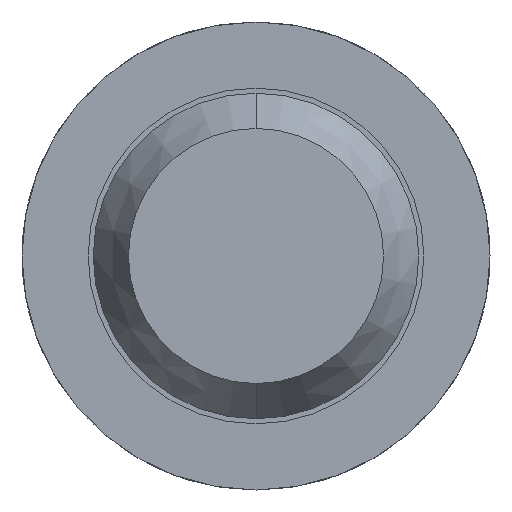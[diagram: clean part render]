
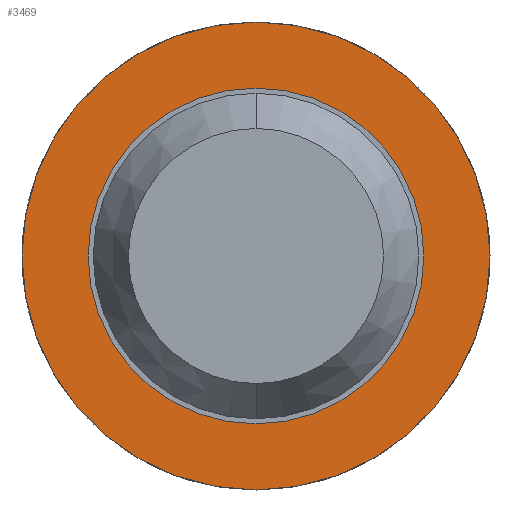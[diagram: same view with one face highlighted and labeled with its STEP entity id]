
A CAD part, front view. The second image highlights one B-rep face of the part: STEP entity #3469.
In plain terms, the highlighted planar face has unit normal (0, -1, 0).
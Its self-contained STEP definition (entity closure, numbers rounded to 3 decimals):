
#43 = EDGE_CURVE ( 'NONE', #2600, #3813, #534, .T. ) ;
#121 = CARTESIAN_POINT ( 'NONE',  ( 0., -1.7, -0.825 ) ) ;
#156 = CARTESIAN_POINT ( 'NONE',  ( 0., -1.7, 0. ) ) ;
#163 = CARTESIAN_POINT ( 'NONE',  ( 0.825, -1.7, 0. ) ) ;
#242 = ORIENTED_EDGE ( 'NONE', *, *, #567, .F. ) ;
#273 = CARTESIAN_POINT ( 'NONE',  ( 0., -1.7, 0. ) ) ;
#346 = DIRECTION ( 'NONE',  ( 0., 1., 0. ) ) ;
#347 = EDGE_LOOP ( 'NONE', ( #3290, #242 ) ) ;
#493 = DIRECTION ( 'NONE',  ( 0., 0., 1. ) ) ;
#534 = CIRCLE ( 'NONE', #4199, 0.825 ) ;
#567 = EDGE_CURVE ( 'NONE', #3732, #1249, #1683, .T. ) ;
#909 = CARTESIAN_POINT ( 'NONE',  ( 0., -1.7, 0.825 ) ) ;
#938 = ORIENTED_EDGE ( 'NONE', *, *, #1740, .T. ) ;
#1249 = VERTEX_POINT ( 'NONE', #2679 ) ;
#1469 = AXIS2_PLACEMENT_3D ( 'NONE', #163, #3735, #4181 ) ;
#1566 = FACE_BOUND ( 'NONE', #3345, .T. ) ;
#1589 = DIRECTION ( 'NONE',  ( 0., 1., 0. ) ) ;
#1683 = CIRCLE ( 'NONE', #1844, 1.15 ) ;
#1740 = EDGE_CURVE ( 'NONE', #3813, #2600, #2128, .T. ) ;
#1783 = DIRECTION ( 'NONE',  ( 0., 1., 0. ) ) ;
#1844 = AXIS2_PLACEMENT_3D ( 'NONE', #3932, #346, #2603 ) ;
#1903 = DIRECTION ( 'NONE',  ( 0., 0., 1. ) ) ;
#2010 = AXIS2_PLACEMENT_3D ( 'NONE', #4005, #2062, #2402 ) ;
#2062 = DIRECTION ( 'NONE',  ( 0., 1., 0. ) ) ;
#2128 = CIRCLE ( 'NONE', #2010, 0.825 ) ;
#2402 = DIRECTION ( 'NONE',  ( 0., 0., 1. ) ) ;
#2600 = VERTEX_POINT ( 'NONE', #909 ) ;
#2603 = DIRECTION ( 'NONE',  ( 0., 0., 1. ) ) ;
#2627 = CARTESIAN_POINT ( 'NONE',  ( 0., -1.7, -1.15 ) ) ;
#2679 = CARTESIAN_POINT ( 'NONE',  ( 0., -1.7, 1.15 ) ) ;
#2750 = ORIENTED_EDGE ( 'NONE', *, *, #43, .T. ) ;
#2926 = EDGE_CURVE ( 'NONE', #1249, #3732, #3552, .T. ) ;
#3069 = PLANE ( 'NONE',  #1469 ) ;
#3268 = AXIS2_PLACEMENT_3D ( 'NONE', #156, #1783, #493 ) ;
#3290 = ORIENTED_EDGE ( 'NONE', *, *, #2926, .F. ) ;
#3345 = EDGE_LOOP ( 'NONE', ( #2750, #938 ) ) ;
#3469 = ADVANCED_FACE ( 'NONE', ( #3837, #1566 ), #3069, .F. ) ;
#3552 = CIRCLE ( 'NONE', #3268, 1.15 ) ;
#3732 = VERTEX_POINT ( 'NONE', #2627 ) ;
#3735 = DIRECTION ( 'NONE',  ( 0., 1., 0. ) ) ;
#3813 = VERTEX_POINT ( 'NONE', #121 ) ;
#3837 = FACE_OUTER_BOUND ( 'NONE', #347, .T. ) ;
#3932 = CARTESIAN_POINT ( 'NONE',  ( 0., -1.7, 0. ) ) ;
#4005 = CARTESIAN_POINT ( 'NONE',  ( 0., -1.7, 0. ) ) ;
#4181 = DIRECTION ( 'NONE',  ( 0., 0., 1. ) ) ;
#4199 = AXIS2_PLACEMENT_3D ( 'NONE', #273, #1589, #1903 ) ;
